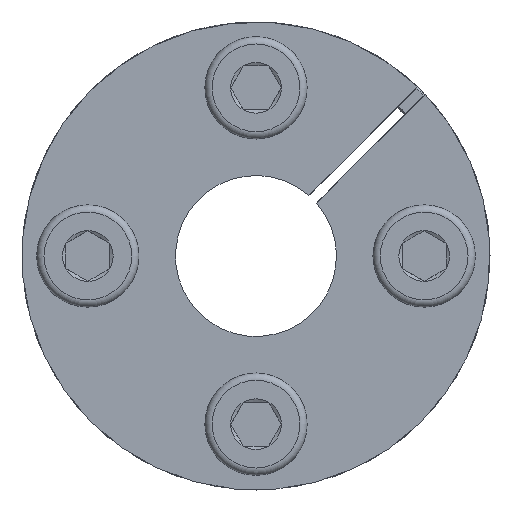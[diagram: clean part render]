
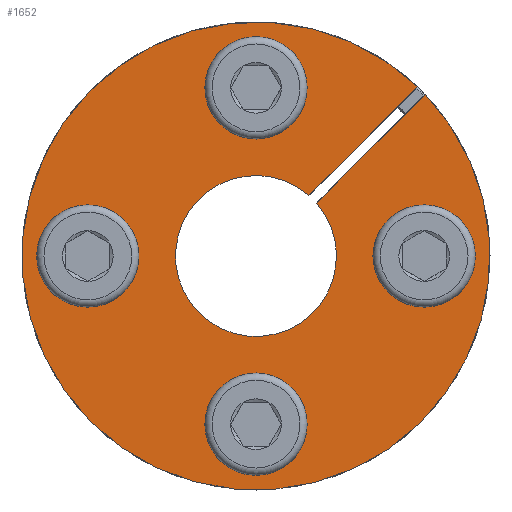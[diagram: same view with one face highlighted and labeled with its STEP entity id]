
A CAD part, front view. The second image highlights one B-rep face of the part: STEP entity #1652.
In plain terms, the highlighted planar face has unit normal (0, -1, 0).
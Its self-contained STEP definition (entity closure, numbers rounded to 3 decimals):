
#212=PLANE('',#1798);
#331=CIRCLE('',#1762,5.5);
#341=CIRCLE('',#1780,2.);
#345=CIRCLE('',#1786,2.);
#346=CIRCLE('',#1788,16.);
#352=CIRCLE('',#1799,2.);
#353=CIRCLE('',#1800,2.);
#426=VERTEX_POINT('',#2452);
#428=VERTEX_POINT('',#2456);
#437=VERTEX_POINT('',#2484);
#451=VERTEX_POINT('',#2542);
#453=VERTEX_POINT('',#2548);
#455=VERTEX_POINT('',#2556);
#459=VERTEX_POINT('',#2573);
#460=VERTEX_POINT('',#2575);
#559=VECTOR('',#2012,1.);
#572=VECTOR('',#2040,1.);
#625=LINE('',#2483,#559);
#638=LINE('',#2543,#572);
#690=EDGE_CURVE('',#428,#426,#331,.T.);
#699=EDGE_CURVE('',#437,#426,#625,.T.);
#722=EDGE_CURVE('',#428,#451,#638,.T.);
#724=EDGE_CURVE('',#453,#453,#341,.T.);
#728=EDGE_CURVE('',#455,#455,#345,.T.);
#729=EDGE_CURVE('',#451,#437,#346,.T.);
#735=EDGE_CURVE('',#459,#459,#352,.T.);
#736=EDGE_CURVE('',#460,#460,#353,.T.);
#960=ORIENTED_EDGE('',*,*,#724,.T.);
#961=ORIENTED_EDGE('',*,*,#735,.T.);
#962=ORIENTED_EDGE('',*,*,#736,.T.);
#963=ORIENTED_EDGE('',*,*,#728,.T.);
#964=ORIENTED_EDGE('',*,*,#722,.T.);
#965=ORIENTED_EDGE('',*,*,#729,.T.);
#966=ORIENTED_EDGE('',*,*,#699,.T.);
#967=ORIENTED_EDGE('',*,*,#690,.F.);
#1290=EDGE_LOOP('',(#960));
#1291=EDGE_LOOP('',(#961));
#1292=EDGE_LOOP('',(#962));
#1293=EDGE_LOOP('',(#963));
#1294=EDGE_LOOP('',(#964,#965,#966,#967));
#1475=FACE_BOUND('',#1290,.T.);
#1476=FACE_BOUND('',#1291,.T.);
#1477=FACE_BOUND('',#1292,.T.);
#1478=FACE_BOUND('',#1293,.T.);
#1479=FACE_BOUND('',#1294,.T.);
#1652=ADVANCED_FACE('',(#1475,#1476,#1477,#1478,#1479),#212,.F.);
#1762=AXIS2_PLACEMENT_3D('',#2457,#1995,#1996);
#1780=AXIS2_PLACEMENT_3D('',#2547,#2045,#2046);
#1786=AXIS2_PLACEMENT_3D('',#2555,#2057,#2058);
#1788=AXIS2_PLACEMENT_3D('',#2558,#2061,#2062);
#1798=AXIS2_PLACEMENT_3D('',#2571,#2078,$);
#1799=AXIS2_PLACEMENT_3D('',#2572,#2079,#2080);
#1800=AXIS2_PLACEMENT_3D('',#2574,#2081,#2082);
#1995=DIRECTION('',(0.,-1.,0.));
#1996=DIRECTION('',(0.,0.,-5.5));
#2012=DIRECTION('',(-0.707,0.,-0.707));
#2040=DIRECTION('',(0.707,0.,0.707));
#2045=DIRECTION('',(0.,1.,0.));
#2046=DIRECTION('',(2.,0.,0.));
#2057=DIRECTION('',(0.,1.,0.));
#2058=DIRECTION('',(0.,0.,2.));
#2061=DIRECTION('',(0.,-1.,0.));
#2062=DIRECTION('',(0.,0.,-16.));
#2078=DIRECTION('',(0.,1.,0.));
#2079=DIRECTION('',(0.,1.,0.));
#2080=DIRECTION('',(0.,0.,-2.));
#2081=DIRECTION('',(0.,1.,0.));
#2082=DIRECTION('',(-2.,0.,0.));
#2452=CARTESIAN_POINT('',(4.145,0.,3.615));
#2456=CARTESIAN_POINT('',(3.615,0.,4.145));
#2457=CARTESIAN_POINT('',(0.,0.,0.));
#2483=CARTESIAN_POINT('',(11.579,0.,11.049));
#2484=CARTESIAN_POINT('',(11.576,0.,11.045));
#2542=CARTESIAN_POINT('',(11.045,0.,11.576));
#2543=CARTESIAN_POINT('',(3.615,0.,4.145));
#2547=CARTESIAN_POINT('',(0.,0.,11.5));
#2548=CARTESIAN_POINT('',(2.,0.,11.5));
#2555=CARTESIAN_POINT('',(-11.5,0.,0.));
#2556=CARTESIAN_POINT('',(-11.5,0.,2.));
#2558=CARTESIAN_POINT('',(0.,0.,0.));
#2571=CARTESIAN_POINT('',(0.,0.,
16.));
#2572=CARTESIAN_POINT('',(11.5,0.,0.));
#2573=CARTESIAN_POINT('',(11.5,0.,-2.));
#2574=CARTESIAN_POINT('',(0.,0.,-11.5));
#2575=CARTESIAN_POINT('',(-2.,0.,-11.5));
